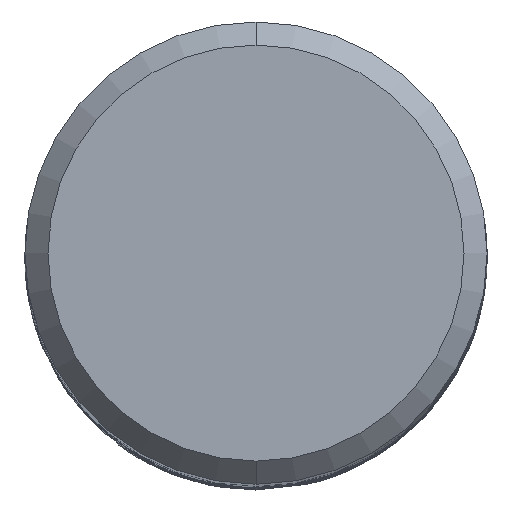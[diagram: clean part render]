
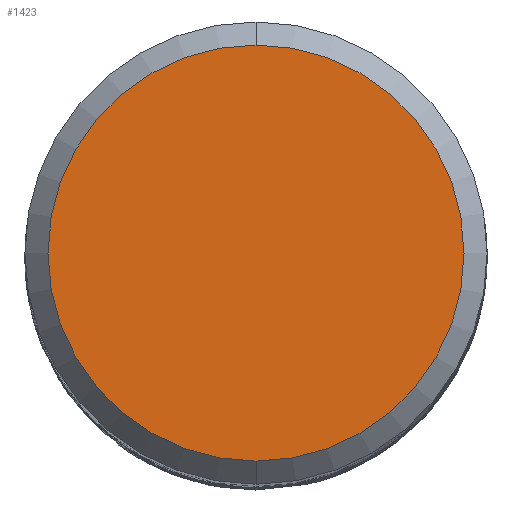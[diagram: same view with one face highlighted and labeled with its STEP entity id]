
A CAD part, top view. The second image highlights one B-rep face of the part: STEP entity #1423.
In plain terms, the highlighted planar face has unit normal (0, 0, 1).
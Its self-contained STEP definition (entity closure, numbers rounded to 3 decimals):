
#1423=ADVANCED_FACE('',(#3903),#3904,.T.);
#3073=EDGE_CURVE('',#3393,#3489,#5698,.T.);
#3393=VERTEX_POINT('',#6041);
#3489=VERTEX_POINT('',#6142);
#3691=EDGE_CURVE('',#3489,#3393,#6364,.T.);
#3903=FACE_OUTER_BOUND('',#9473,.T.);
#3904=PLANE('',#9474);
#5698=CIRCLE('',#36218,9.0);
#6041=CARTESIAN_POINT('',(0.,-9.0,0.0));
#6142=CARTESIAN_POINT('',(0.0,9.0,0.0));
#6364=CIRCLE('',#43049,9.0);
#9473=EDGE_LOOP('',(#43247,#43248));
#9474=AXIS2_PLACEMENT_3D('',#43249,#43250,#43251);
#36218=AXIS2_PLACEMENT_3D('',#45207,#45208,#45209);
#43049=AXIS2_PLACEMENT_3D('',#45852,#45853,#45854);
#43247=ORIENTED_EDGE('',*,*,#3691,.F.);
#43248=ORIENTED_EDGE('',*,*,#3073,.F.);
#43249=CARTESIAN_POINT('',(0.0,4.5,0.0));
#43250=DIRECTION('',(-0.0,0.0,1.0));
#43251=DIRECTION('',(0.0,-1.0,0.0));
#45207=CARTESIAN_POINT('',(0.0,0.0,0.0));
#45208=DIRECTION('',(0.0,0.0,-1.0));
#45209=DIRECTION('',(0.0,1.0,0.0));
#45852=CARTESIAN_POINT('',(0.0,0.0,0.0));
#45853=DIRECTION('',(0.0,0.0,-1.0));
#45854=DIRECTION('',(0.0,1.0,0.0));
